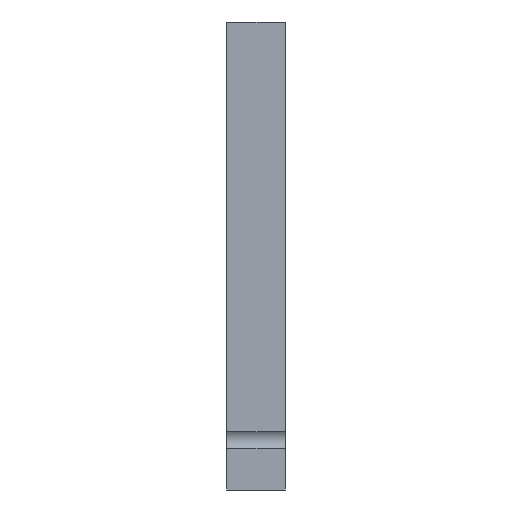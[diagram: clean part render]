
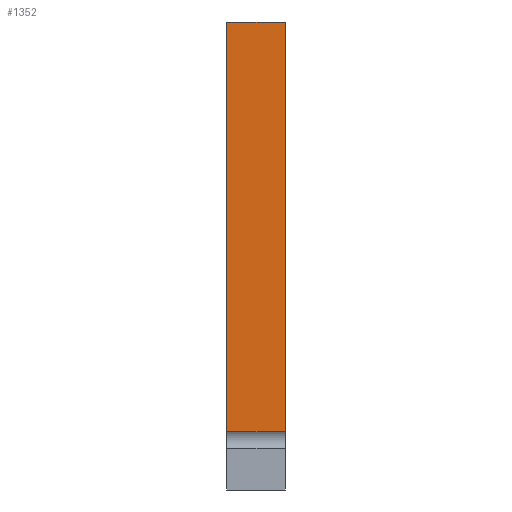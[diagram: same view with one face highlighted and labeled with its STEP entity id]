
A CAD part, left-side view. The second image highlights one B-rep face of the part: STEP entity #1352.
In plain terms, the highlighted planar face has unit normal (-1, 0, 0).
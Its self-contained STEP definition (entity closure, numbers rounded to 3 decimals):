
#63=PLANE('',#1483);
#130=FACE_OUTER_BOUND('',#205,.T.);
#205=EDGE_LOOP('',(#1254,#1255,#1256,#1257));
#304=LINE('',#2078,#449);
#343=LINE('',#2148,#488);
#383=LINE('',#2215,#528);
#401=LINE('',#2257,#546);
#449=VECTOR('',#1674,10.);
#488=VECTOR('',#1745,10.);
#528=VECTOR('',#1797,10.);
#546=VECTOR('',#1863,10.);
#639=VERTEX_POINT('',#2075);
#640=VERTEX_POINT('',#2077);
#655=VERTEX_POINT('',#2147);
#676=VERTEX_POINT('',#2213);
#770=EDGE_CURVE('',#639,#640,#304,.T.);
#809=EDGE_CURVE('',#640,#655,#343,.T.);
#853=EDGE_CURVE('',#639,#676,#383,.T.);
#871=EDGE_CURVE('',#655,#676,#401,.T.);
#1254=ORIENTED_EDGE('',*,*,#770,.F.);
#1255=ORIENTED_EDGE('',*,*,#853,.T.);
#1256=ORIENTED_EDGE('',*,*,#871,.F.);
#1257=ORIENTED_EDGE('',*,*,#809,.F.);
#1352=ADVANCED_FACE('',(#130),#63,.T.);
#1483=AXIS2_PLACEMENT_3D('',#2256,#1861,#1862);
#1674=DIRECTION('',(0.,1.,0.));
#1745=DIRECTION('',(0.,0.,1.));
#1797=DIRECTION('',(0.,0.,1.));
#1861=DIRECTION('center_axis',(-1.,0.,0.));
#1862=DIRECTION('ref_axis',(0.,-1.,0.));
#1863=DIRECTION('',(0.,-1.,0.));
#2075=CARTESIAN_POINT('',(-8.,104.325,638.5));
#2077=CARTESIAN_POINT('',(-8.,114.325,638.5));
#2078=CARTESIAN_POINT('',(-8.,104.325,638.5));
#2147=CARTESIAN_POINT('',(-8.,114.325,708.5));
#2148=CARTESIAN_POINT('',(-8.,114.325,638.5));
#2213=CARTESIAN_POINT('',(-8.,104.325,708.5));
#2215=CARTESIAN_POINT('',(-8.,104.325,638.5));
#2256=CARTESIAN_POINT('Origin',(-8.,114.325,638.5));
#2257=CARTESIAN_POINT('',(-8.,104.325,708.5));
